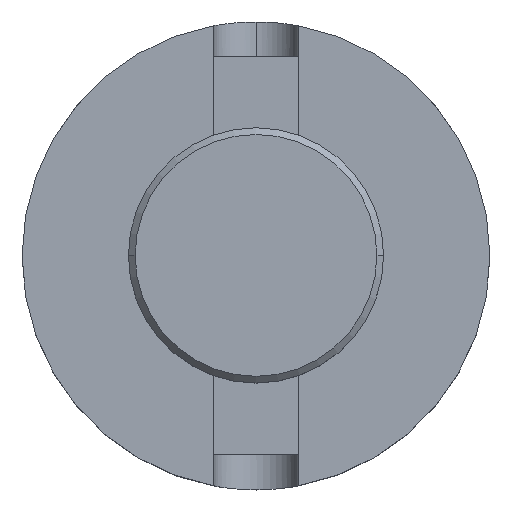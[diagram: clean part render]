
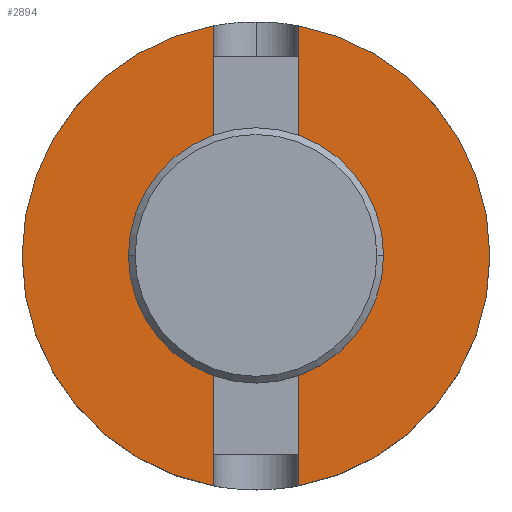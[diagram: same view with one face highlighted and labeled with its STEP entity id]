
A CAD part, top view. The second image highlights one B-rep face of the part: STEP entity #2894.
In plain terms, the highlighted planar face has unit normal (0, 0, 1).
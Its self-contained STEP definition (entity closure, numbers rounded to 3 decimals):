
#32 = LINE ( 'NONE', #2329, #1929 ) ;
#42 = FACE_BOUND ( 'NONE', #2409, .T. ) ;
#62 = DIRECTION ( 'NONE',  ( 0., 0., -1. ) ) ;
#114 = CARTESIAN_POINT ( 'NONE',  ( 15.875, 0., 69.85 ) ) ;
#140 = VECTOR ( 'NONE', #2224, 1000. ) ;
#167 = EDGE_CURVE ( 'NONE', #2957, #281, #3577, .T. ) ;
#175 = CARTESIAN_POINT ( 'NONE',  ( 0., 34.925, 69.85 ) ) ;
#190 = AXIS2_PLACEMENT_3D ( 'NONE', #2977, #833, #3357 ) ;
#208 = CIRCLE ( 'NONE', #3408, 34.925 ) ;
#265 = ORIENTED_EDGE ( 'NONE', *, *, #1953, .F. ) ;
#281 = VERTEX_POINT ( 'NONE', #114 ) ;
#283 = CARTESIAN_POINT ( 'NONE',  ( 6.35, -17., 69.85 ) ) ;
#286 = EDGE_CURVE ( 'NONE', #3036, #3985, #3366, .T. ) ;
#321 = EDGE_CURVE ( 'NONE', #4372, #4402, #4170, .T. ) ;
#418 = EDGE_CURVE ( 'NONE', #3985, #762, #3946, .T. ) ;
#424 = CARTESIAN_POINT ( 'NONE',  ( -6.35, 34.343, 69.85 ) ) ;
#523 = VERTEX_POINT ( 'NONE', #283 ) ;
#551 = DIRECTION ( 'NONE',  ( 0., 0., 1. ) ) ;
#562 = DIRECTION ( 'NONE',  ( -1., 0., 0. ) ) ;
#650 = EDGE_CURVE ( 'NONE', #281, #2957, #3285, .T. ) ;
#756 = ORIENTED_EDGE ( 'NONE', *, *, #1075, .F. ) ;
#762 = VERTEX_POINT ( 'NONE', #1062 ) ;
#813 = DIRECTION ( 'NONE',  ( 0., -1., 0. ) ) ;
#833 = DIRECTION ( 'NONE',  ( 0., 0., -1. ) ) ;
#838 = ORIENTED_EDGE ( 'NONE', *, *, #1143, .F. ) ;
#859 = VERTEX_POINT ( 'NONE', #424 ) ;
#864 = CIRCLE ( 'NONE', #2214, 34.925 ) ;
#876 = AXIS2_PLACEMENT_3D ( 'NONE', #1600, #2249, #3176 ) ;
#1059 = DIRECTION ( 'NONE',  ( 0., 1., 0. ) ) ;
#1062 = CARTESIAN_POINT ( 'NONE',  ( -34.925, 0., 69.85 ) ) ;
#1075 = EDGE_CURVE ( 'NONE', #3031, #4402, #3943, .T. ) ;
#1143 = EDGE_CURVE ( 'NONE', #2531, #523, #32, .T. ) ;
#1174 = ORIENTED_EDGE ( 'NONE', *, *, #650, .T. ) ;
#1231 = EDGE_CURVE ( 'NONE', #3031, #859, #4327, .T. ) ;
#1320 = VECTOR ( 'NONE', #3612, 1000. ) ;
#1346 = VECTOR ( 'NONE', #1059, 1000. ) ;
#1401 = ORIENTED_EDGE ( 'NONE', *, *, #1231, .T. ) ;
#1453 = CARTESIAN_POINT ( 'NONE',  ( 6.35, -17., 69.85 ) ) ;
#1478 = CARTESIAN_POINT ( 'NONE',  ( 6.35, 34.343, 69.85 ) ) ;
#1600 = CARTESIAN_POINT ( 'NONE',  ( 0., 0., 69.85 ) ) ;
#1646 = DIRECTION ( 'NONE',  ( 0., 0., -1. ) ) ;
#1806 = EDGE_CURVE ( 'NONE', #3036, #523, #4020, .T. ) ;
#1858 = CARTESIAN_POINT ( 'NONE',  ( 6.35, -34.343, 69.85 ) ) ;
#1869 = EDGE_CURVE ( 'NONE', #4372, #2971, #208, .T. ) ;
#1898 = CARTESIAN_POINT ( 'NONE',  ( -6.35, -34.343, 69.85 ) ) ;
#1929 = VECTOR ( 'NONE', #4113, 1000. ) ;
#1930 = AXIS2_PLACEMENT_3D ( 'NONE', #2376, #2347, #2415 ) ;
#1953 = EDGE_CURVE ( 'NONE', #762, #859, #2498, .T. ) ;
#1973 = PLANE ( 'NONE',  #2145 ) ;
#2025 = ORIENTED_EDGE ( 'NONE', *, *, #167, .T. ) ;
#2145 = AXIS2_PLACEMENT_3D ( 'NONE', #175, #551, #3053 ) ;
#2196 = CARTESIAN_POINT ( 'NONE',  ( 0., 0., 69.85 ) ) ;
#2214 = AXIS2_PLACEMENT_3D ( 'NONE', #2938, #2692, #562 ) ;
#2224 = DIRECTION ( 'NONE',  ( 1., 0., 0. ) ) ;
#2249 = DIRECTION ( 'NONE',  ( 0., 0., -1. ) ) ;
#2260 = EDGE_LOOP ( 'NONE', ( #2411, #3266, #838, #2562, #4373, #3816, #756, #1401, #265, #3570 ) ) ;
#2329 = CARTESIAN_POINT ( 'NONE',  ( 6.35, 34.925, 69.85 ) ) ;
#2347 = DIRECTION ( 'NONE',  ( 0., 0., -1. ) ) ;
#2376 = CARTESIAN_POINT ( 'NONE',  ( 0., 0., 69.85 ) ) ;
#2385 = VECTOR ( 'NONE', #813, 1000. ) ;
#2409 = EDGE_LOOP ( 'NONE', ( #2025, #1174 ) ) ;
#2411 = ORIENTED_EDGE ( 'NONE', *, *, #286, .F. ) ;
#2415 = DIRECTION ( 'NONE',  ( -1., 0., 0. ) ) ;
#2498 = CIRCLE ( 'NONE', #190, 34.925 ) ;
#2531 = VERTEX_POINT ( 'NONE', #1858 ) ;
#2548 = DIRECTION ( 'NONE',  ( -1., 0., 0. ) ) ;
#2562 = ORIENTED_EDGE ( 'NONE', *, *, #3533, .F. ) ;
#2570 = CARTESIAN_POINT ( 'NONE',  ( 6.35, 17., 69.85 ) ) ;
#2692 = DIRECTION ( 'NONE',  ( 0., 0., -1. ) ) ;
#2709 = CARTESIAN_POINT ( 'NONE',  ( 34.925, 0., 69.85 ) ) ;
#2894 = ADVANCED_FACE ( 'NONE', ( #4541, #42 ), #1973, .T. ) ;
#2938 = CARTESIAN_POINT ( 'NONE',  ( 0., 0., 69.85 ) ) ;
#2957 = VERTEX_POINT ( 'NONE', #3437 ) ;
#2968 = CARTESIAN_POINT ( 'NONE',  ( -6.35, -17., 69.85 ) ) ;
#2971 = VERTEX_POINT ( 'NONE', #2709 ) ;
#2974 = CARTESIAN_POINT ( 'NONE',  ( -6.35, 34.925, 69.85 ) ) ;
#2977 = CARTESIAN_POINT ( 'NONE',  ( 0., 0., 69.85 ) ) ;
#3031 = VERTEX_POINT ( 'NONE', #3674 ) ;
#3036 = VERTEX_POINT ( 'NONE', #2968 ) ;
#3053 = DIRECTION ( 'NONE',  ( 1., 0., 0. ) ) ;
#3176 = DIRECTION ( 'NONE',  ( -1., 0., 0. ) ) ;
#3266 = ORIENTED_EDGE ( 'NONE', *, *, #1806, .T. ) ;
#3285 = CIRCLE ( 'NONE', #4213, 15.875 ) ;
#3357 = DIRECTION ( 'NONE',  ( -1., 0., 0. ) ) ;
#3366 = LINE ( 'NONE', #2974, #2385 ) ;
#3408 = AXIS2_PLACEMENT_3D ( 'NONE', #2196, #62, #2548 ) ;
#3437 = CARTESIAN_POINT ( 'NONE',  ( -15.875, 0., 69.85 ) ) ;
#3527 = CARTESIAN_POINT ( 'NONE',  ( 6.35, 17., 69.85 ) ) ;
#3533 = EDGE_CURVE ( 'NONE', #2971, #2531, #864, .T. ) ;
#3570 = ORIENTED_EDGE ( 'NONE', *, *, #418, .F. ) ;
#3577 = CIRCLE ( 'NONE', #1930, 15.875 ) ;
#3612 = DIRECTION ( 'NONE',  ( 0., -1., 0. ) ) ;
#3674 = CARTESIAN_POINT ( 'NONE',  ( -6.35, 17., 69.85 ) ) ;
#3781 = CARTESIAN_POINT ( 'NONE',  ( 0., 0., 69.85 ) ) ;
#3816 = ORIENTED_EDGE ( 'NONE', *, *, #321, .T. ) ;
#3932 = CARTESIAN_POINT ( 'NONE',  ( -6.35, 34.925, 69.85 ) ) ;
#3943 = LINE ( 'NONE', #3527, #140 ) ;
#3946 = CIRCLE ( 'NONE', #876, 34.925 ) ;
#3985 = VERTEX_POINT ( 'NONE', #1898 ) ;
#4020 = LINE ( 'NONE', #1453, #4121 ) ;
#4113 = DIRECTION ( 'NONE',  ( 0., 1., 0. ) ) ;
#4121 = VECTOR ( 'NONE', #4299, 1000. ) ;
#4131 = DIRECTION ( 'NONE',  ( -1., 0., 0. ) ) ;
#4170 = LINE ( 'NONE', #4508, #1320 ) ;
#4213 = AXIS2_PLACEMENT_3D ( 'NONE', #3781, #1646, #4131 ) ;
#4299 = DIRECTION ( 'NONE',  ( 1., 0., 0. ) ) ;
#4327 = LINE ( 'NONE', #3932, #1346 ) ;
#4372 = VERTEX_POINT ( 'NONE', #1478 ) ;
#4373 = ORIENTED_EDGE ( 'NONE', *, *, #1869, .F. ) ;
#4402 = VERTEX_POINT ( 'NONE', #2570 ) ;
#4508 = CARTESIAN_POINT ( 'NONE',  ( 6.35, 34.925, 69.85 ) ) ;
#4541 = FACE_OUTER_BOUND ( 'NONE', #2260, .T. ) ;
